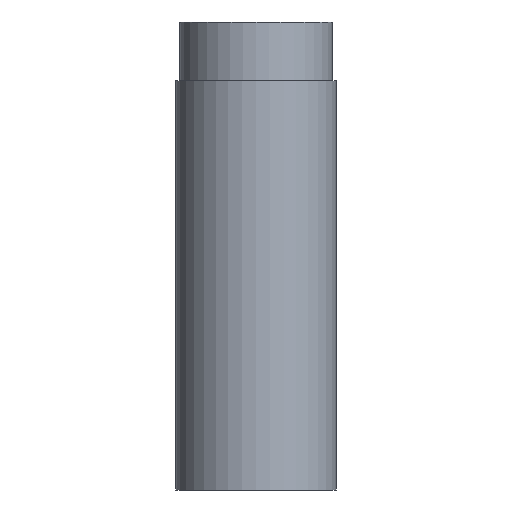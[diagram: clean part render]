
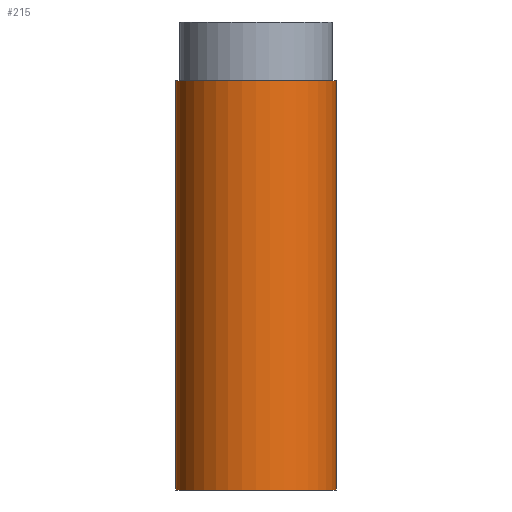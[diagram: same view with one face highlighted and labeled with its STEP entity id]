
A CAD part, front view. The second image highlights one B-rep face of the part: STEP entity #215.
In plain terms, the highlighted cylindrical face has radius 17.462 mm (diameter 34.925 mm), a partial arc.
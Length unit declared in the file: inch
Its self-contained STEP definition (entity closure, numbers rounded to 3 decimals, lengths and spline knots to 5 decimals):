
#4 = AXIS2_PLACEMENT_3D ( 'NONE', #16, #91, #248 ) ;
#10 = DIRECTION ( 'NONE',  ( 0., 0., -1. ) ) ;
#13 = CIRCLE ( 'NONE', #94, 0.6875 ) ;
#16 = CARTESIAN_POINT ( 'NONE',  ( 0., 0., 3.5 ) ) ;
#18 = DIRECTION ( 'NONE',  ( 0., 0., 1. ) ) ;
#19 = VERTEX_POINT ( 'NONE', #74 ) ;
#22 = DIRECTION ( 'NONE',  ( 1., 0., 0. ) ) ;
#28 = VECTOR ( 'NONE', #256, 39.37008 ) ;
#38 = EDGE_CURVE ( 'NONE', #137, #19, #47, .T. ) ;
#41 = ORIENTED_EDGE ( 'NONE', *, *, #208, .T. ) ;
#44 = CARTESIAN_POINT ( 'NONE',  ( -0.6875, 0., 0. ) ) ;
#47 = LINE ( 'NONE', #168, #252 ) ;
#64 = EDGE_LOOP ( 'NONE', ( #180, #154, #277, #41 ) ) ;
#74 = CARTESIAN_POINT ( 'NONE',  ( 0.6875, 0., 0. ) ) ;
#80 = LINE ( 'NONE', #283, #28 ) ;
#91 = DIRECTION ( 'NONE',  ( 0., 0., -1. ) ) ;
#94 = AXIS2_PLACEMENT_3D ( 'NONE', #224, #18, #22 ) ;
#125 = CARTESIAN_POINT ( 'NONE',  ( 0.6875, 0., 3.5 ) ) ;
#128 = CARTESIAN_POINT ( 'NONE',  ( -0.6875, 0., 3.5 ) ) ;
#135 = VERTEX_POINT ( 'NONE', #128 ) ;
#137 = VERTEX_POINT ( 'NONE', #125 ) ;
#154 = ORIENTED_EDGE ( 'NONE', *, *, #228, .F. ) ;
#158 = FACE_OUTER_BOUND ( 'NONE', #64, .T. ) ;
#163 = EDGE_CURVE ( 'NONE', #135, #207, #80, .T. ) ;
#168 = CARTESIAN_POINT ( 'NONE',  ( 0.6875, 0., 3.5 ) ) ;
#171 = AXIS2_PLACEMENT_3D ( 'NONE', #222, #227, #202 ) ;
#180 = ORIENTED_EDGE ( 'NONE', *, *, #38, .F. ) ;
#202 = DIRECTION ( 'NONE',  ( 1., 0., 0. ) ) ;
#207 = VERTEX_POINT ( 'NONE', #44 ) ;
#208 = EDGE_CURVE ( 'NONE', #207, #19, #13, .T. ) ;
#215 = ADVANCED_FACE ( 'NONE', ( #158 ), #269, .T. ) ;
#222 = CARTESIAN_POINT ( 'NONE',  ( 0., 0., 3.5 ) ) ;
#224 = CARTESIAN_POINT ( 'NONE',  ( 0., 0., 0. ) ) ;
#227 = DIRECTION ( 'NONE',  ( 0., 0., 1. ) ) ;
#228 = EDGE_CURVE ( 'NONE', #135, #137, #257, .T. ) ;
#248 = DIRECTION ( 'NONE',  ( -1., 0., 0. ) ) ;
#252 = VECTOR ( 'NONE', #10, 39.37008 ) ;
#256 = DIRECTION ( 'NONE',  ( 0., 0., -1. ) ) ;
#257 = CIRCLE ( 'NONE', #171, 0.6875 ) ;
#269 = CYLINDRICAL_SURFACE ( 'NONE', #4, 0.6875 ) ;
#277 = ORIENTED_EDGE ( 'NONE', *, *, #163, .T. ) ;
#283 = CARTESIAN_POINT ( 'NONE',  ( -0.6875, 0., 3.5 ) ) ;
